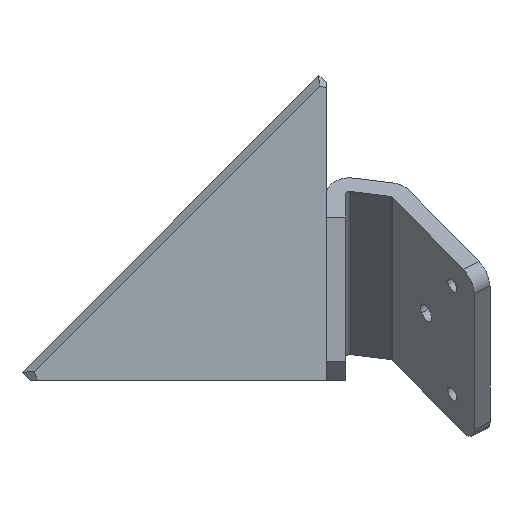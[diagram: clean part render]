
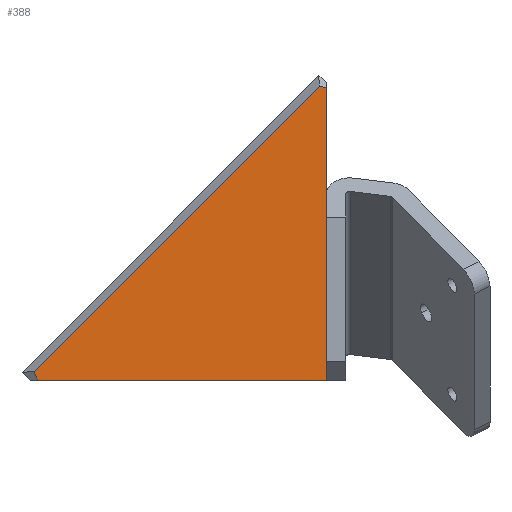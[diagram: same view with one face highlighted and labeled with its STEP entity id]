
A CAD part, left-side view. The second image highlights one B-rep face of the part: STEP entity #388.
In plain terms, the highlighted planar face has unit normal (-1, 0, 0).
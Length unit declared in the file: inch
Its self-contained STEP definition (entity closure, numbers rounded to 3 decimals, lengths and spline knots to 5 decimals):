
#15 = DIRECTION ( 'NONE',  ( 0., 0., -1. ) ) ;
#16 = EDGE_CURVE ( 'NONE', #871, #1153, #1018, .T. ) ;
#18 = ORIENTED_EDGE ( 'NONE', *, *, #773, .T. ) ;
#130 = ORIENTED_EDGE ( 'NONE', *, *, #16, .F. ) ;
#152 = CARTESIAN_POINT ( 'NONE',  ( 0.11811, 3.11383, 0.20851 ) ) ;
#206 = LINE ( 'NONE', #675, #298 ) ;
#208 = EDGE_CURVE ( 'NONE', #1153, #399, #206, .T. ) ;
#225 = VECTOR ( 'NONE', #602, 39.37008 ) ;
#248 = CARTESIAN_POINT ( 'NONE',  ( 0.11811, 3.07368, 0.11811 ) ) ;
#259 = DIRECTION ( 'NONE',  ( 0., 0., 1. ) ) ;
#298 = VECTOR ( 'NONE', #398, 39.37008 ) ;
#388 = ADVANCED_FACE ( 'NONE', ( #591 ), #575, .F. ) ;
#398 = DIRECTION ( 'NONE',  ( 0., -0.971, -0.238 ) ) ;
#399 = VERTEX_POINT ( 'NONE', #865 ) ;
#405 = ORIENTED_EDGE ( 'NONE', *, *, #208, .F. ) ;
#428 = CARTESIAN_POINT ( 'NONE',  ( 0.11811, 0.11811, 0.11811 ) ) ;
#438 = DIRECTION ( 'NONE',  ( 0., 0.406, 0.914 ) ) ;
#463 = VECTOR ( 'NONE', #1136, 39.37008 ) ;
#492 = EDGE_CURVE ( 'NONE', #976, #871, #813, .T. ) ;
#553 = VECTOR ( 'NONE', #259, 39.37008 ) ;
#575 = PLANE ( 'NONE',  #734 ) ;
#591 = FACE_OUTER_BOUND ( 'NONE', #611, .T. ) ;
#602 = DIRECTION ( 'NONE',  ( 0., -0.707, 0.707 ) ) ;
#611 = EDGE_LOOP ( 'NONE', ( #1186, #18, #791, #405, #130 ) ) ;
#640 = CARTESIAN_POINT ( 'NONE',  ( 0.11811, 3.07368, 0.11811 ) ) ;
#675 = CARTESIAN_POINT ( 'NONE',  ( 0.11811, 0.19257, 3.12978 ) ) ;
#690 = DIRECTION ( 'NONE',  ( 1., 0., 0. ) ) ;
#725 = CARTESIAN_POINT ( 'NONE',  ( 0.11811, 0.11811, 0. ) ) ;
#734 = AXIS2_PLACEMENT_3D ( 'NONE', #968, #690, #15 ) ;
#742 = LINE ( 'NONE', #759, #463 ) ;
#759 = CARTESIAN_POINT ( 'NONE',  ( 0.11811, 1.52, 0.11811 ) ) ;
#773 = EDGE_CURVE ( 'NONE', #976, #843, #742, .T. ) ;
#791 = ORIENTED_EDGE ( 'NONE', *, *, #1023, .T. ) ;
#813 = LINE ( 'NONE', #640, #1067 ) ;
#829 = LINE ( 'NONE', #725, #553 ) ;
#843 = VERTEX_POINT ( 'NONE', #428 ) ;
#859 = CARTESIAN_POINT ( 'NONE',  ( 0.11811, 0.19257, 3.12978 ) ) ;
#865 = CARTESIAN_POINT ( 'NONE',  ( 0.11811, 0.11811, 3.11154 ) ) ;
#871 = VERTEX_POINT ( 'NONE', #894 ) ;
#894 = CARTESIAN_POINT ( 'NONE',  ( 0.11811, 3.11383, 0.20851 ) ) ;
#968 = CARTESIAN_POINT ( 'NONE',  ( 0.11811, 1.52, 0. ) ) ;
#976 = VERTEX_POINT ( 'NONE', #248 ) ;
#1018 = LINE ( 'NONE', #152, #225 ) ;
#1023 = EDGE_CURVE ( 'NONE', #843, #399, #829, .T. ) ;
#1067 = VECTOR ( 'NONE', #438, 39.37008 ) ;
#1136 = DIRECTION ( 'NONE',  ( 0., -1., 0. ) ) ;
#1153 = VERTEX_POINT ( 'NONE', #859 ) ;
#1186 = ORIENTED_EDGE ( 'NONE', *, *, #492, .F. ) ;
